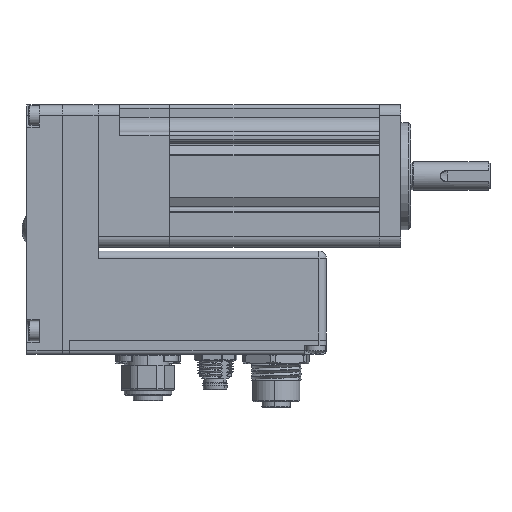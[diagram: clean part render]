
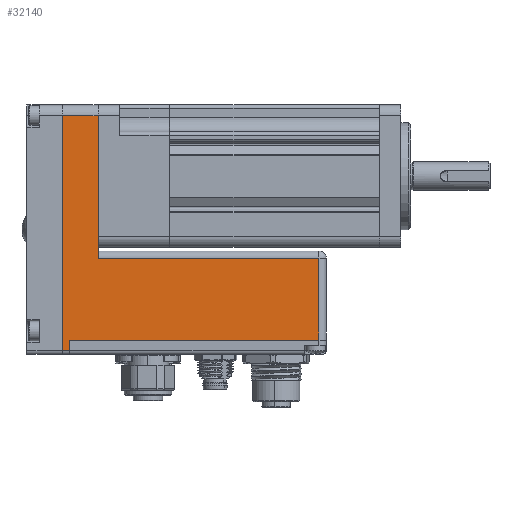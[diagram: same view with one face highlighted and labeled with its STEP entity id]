
A CAD part, front view. The second image highlights one B-rep face of the part: STEP entity #32140.
In plain terms, the highlighted planar face has unit normal (0, -1, 0).
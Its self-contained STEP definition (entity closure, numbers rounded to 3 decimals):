
#604 = DIRECTION ( 'NONE',  ( 0., 0., 1. ) ) ;
#2741 = CARTESIAN_POINT ( 'NONE',  ( -93., -20., -49. ) ) ;
#3188 = VECTOR ( 'NONE', #5763, 1000. ) ;
#3572 = ORIENTED_EDGE ( 'NONE', *, *, #25819, .T. ) ;
#5153 = DIRECTION ( 'NONE',  ( 0., -1., 0. ) ) ;
#5763 = DIRECTION ( 'NONE',  ( 0., 0., 1. ) ) ;
#6377 = CARTESIAN_POINT ( 'NONE',  ( -85., -20., -23. ) ) ;
#8185 = EDGE_LOOP ( 'NONE', ( #3572, #90260, #88176, #85871, #81815, #79444, #77753, #76299 ) ) ;
#9574 = DIRECTION ( 'NONE',  ( 1., 0., 0. ) ) ;
#10461 = DIRECTION ( 'NONE',  ( 0., 0., -1. ) ) ;
#11364 = VERTEX_POINT ( 'NONE', #17023 ) ;
#12685 = CARTESIAN_POINT ( 'NONE',  ( -23., -20., -21. ) ) ;
#12763 = VERTEX_POINT ( 'NONE', #81933 ) ;
#12796 = VECTOR ( 'NONE', #55752, 1000. ) ;
#13400 = CARTESIAN_POINT ( 'NONE',  ( -85., -20., -23. ) ) ;
#14911 = VECTOR ( 'NONE', #37429, 1000. ) ;
#15669 = VERTEX_POINT ( 'NONE', #48825 ) ;
#17023 = CARTESIAN_POINT ( 'NONE',  ( -93., -20., -46. ) ) ;
#17823 = VECTOR ( 'NONE', #50456, 1000. ) ;
#24055 = VERTEX_POINT ( 'NONE', #31066 ) ;
#24785 = CARTESIAN_POINT ( 'NONE',  ( -95., -20., 17. ) ) ;
#25688 = EDGE_CURVE ( 'NONE', #12763, #15669, #83467, .T. ) ;
#25819 = EDGE_CURVE ( 'NONE', #64590, #12763, #73636, .T. ) ;
#25844 = EDGE_CURVE ( 'NONE', #11364, #15669, #33873, .T. ) ;
#31066 = CARTESIAN_POINT ( 'NONE',  ( -23., -20., -46. ) ) ;
#31352 = CARTESIAN_POINT ( 'NONE',  ( -95., -20., 20. ) ) ;
#31643 = CARTESIAN_POINT ( 'NONE',  ( -93., -20., -46. ) ) ;
#32140 = ADVANCED_FACE ( 'NONE', ( #72632 ), #61214, .T. ) ;
#32721 = VECTOR ( 'NONE', #52910, 1000. ) ;
#33693 = LINE ( 'NONE', #87305, #14911 ) ;
#33873 = LINE ( 'NONE', #31643, #32721 ) ;
#34139 = VECTOR ( 'NONE', #10461, 1000. ) ;
#37429 = DIRECTION ( 'NONE',  ( -1., 0., 0. ) ) ;
#40465 = LINE ( 'NONE', #12685, #3188 ) ;
#47419 = CARTESIAN_POINT ( 'NONE',  ( -85., -20., 20. ) ) ;
#48487 = CARTESIAN_POINT ( 'NONE',  ( -23., -20., -23. ) ) ;
#48572 = EDGE_CURVE ( 'NONE', #24055, #63306, #40465, .T. ) ;
#48825 = CARTESIAN_POINT ( 'NONE',  ( -93., -20., -49. ) ) ;
#50456 = DIRECTION ( 'NONE',  ( -1., 0., 0. ) ) ;
#52910 = DIRECTION ( 'NONE',  ( 0., 0., -1. ) ) ;
#54508 = DIRECTION ( 'NONE',  ( 0., 0., 1. ) ) ;
#55512 = LINE ( 'NONE', #85623, #17823 ) ;
#55752 = DIRECTION ( 'NONE',  ( -1., 0., 0. ) ) ;
#58172 = CARTESIAN_POINT ( 'NONE',  ( -85., -20., 17. ) ) ;
#61214 = PLANE ( 'NONE',  #67753 ) ;
#63306 = VERTEX_POINT ( 'NONE', #48487 ) ;
#64590 = VERTEX_POINT ( 'NONE', #24785 ) ;
#67753 = AXIS2_PLACEMENT_3D ( 'NONE', #47419, #5153, #54508 ) ;
#70152 = VECTOR ( 'NONE', #9574, 1000. ) ;
#72632 = FACE_OUTER_BOUND ( 'NONE', #8185, .T. ) ;
#73636 = LINE ( 'NONE', #31352, #34139 ) ;
#75651 = VERTEX_POINT ( 'NONE', #58172 ) ;
#76299 = ORIENTED_EDGE ( 'NONE', *, *, #79427, .T. ) ;
#77753 = ORIENTED_EDGE ( 'NONE', *, *, #83706, .T. ) ;
#78866 = EDGE_CURVE ( 'NONE', #63306, #90528, #88474, .T. ) ;
#79427 = EDGE_CURVE ( 'NONE', #75651, #64590, #33693, .T. ) ;
#79444 = ORIENTED_EDGE ( 'NONE', *, *, #78866, .T. ) ;
#80990 = VECTOR ( 'NONE', #604, 1000. ) ;
#81815 = ORIENTED_EDGE ( 'NONE', *, *, #48572, .T. ) ;
#81933 = CARTESIAN_POINT ( 'NONE',  ( -95., -20., -49. ) ) ;
#83291 = LINE ( 'NONE', #85211, #80990 ) ;
#83467 = LINE ( 'NONE', #2741, #70152 ) ;
#83706 = EDGE_CURVE ( 'NONE', #90528, #75651, #83291, .T. ) ;
#85211 = CARTESIAN_POINT ( 'NONE',  ( -85., -20., -21. ) ) ;
#85623 = CARTESIAN_POINT ( 'NONE',  ( -93., -20., -46. ) ) ;
#85871 = ORIENTED_EDGE ( 'NONE', *, *, #91692, .F. ) ;
#87305 = CARTESIAN_POINT ( 'NONE',  ( -95., -20., 17. ) ) ;
#88176 = ORIENTED_EDGE ( 'NONE', *, *, #25844, .F. ) ;
#88474 = LINE ( 'NONE', #6377, #12796 ) ;
#90260 = ORIENTED_EDGE ( 'NONE', *, *, #25688, .T. ) ;
#90528 = VERTEX_POINT ( 'NONE', #13400 ) ;
#91692 = EDGE_CURVE ( 'NONE', #24055, #11364, #55512, .T. ) ;
